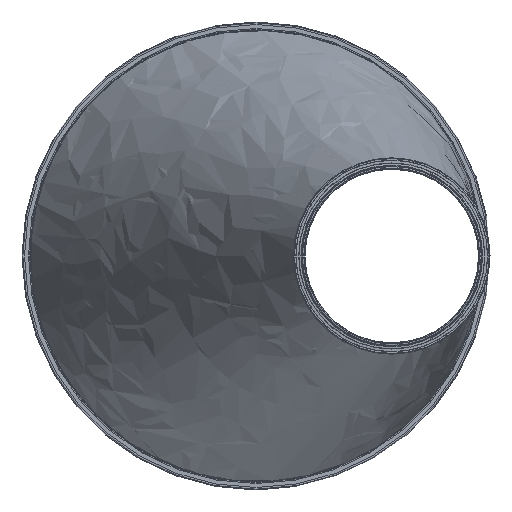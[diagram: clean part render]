
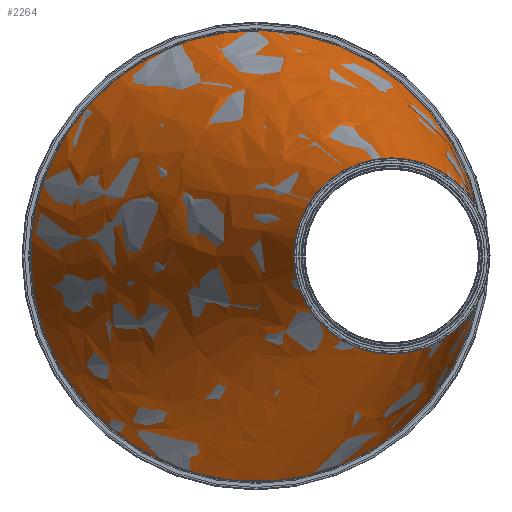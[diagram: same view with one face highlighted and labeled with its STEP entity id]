
A CAD part, left-side view. The second image highlights one B-rep face of the part: STEP entity #2264.
In plain terms, the highlighted free-form (B-spline) face has degree [1, 2] with [2, 9] control points.
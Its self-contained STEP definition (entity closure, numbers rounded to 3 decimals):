
#11=(
BOUNDED_SURFACE()
B_SPLINE_SURFACE(1,2,((#4044,#4045,#4046,#4047,#4048,#4049,#4050,#4051,
#4052),(#4053,#4054,#4055,#4056,#4057,#4058,#4059,#4060,#4061)),
 .UNSPECIFIED.,.F.,.T.,.F.)
B_SPLINE_SURFACE_WITH_KNOTS((2,2),(3,2,2,2,3),(-0.268,2.363),
(-3.142,-1.571,0.,1.571,3.142),
 .UNSPECIFIED.)
GEOMETRIC_REPRESENTATION_ITEM()
RATIONAL_B_SPLINE_SURFACE(((1.,0.707,1.,0.707,1.,
0.707,1.,0.707,1.),(1.,0.707,1.,0.707,
1.,0.707,1.,0.707,1.)))
REPRESENTATION_ITEM('')
SURFACE()
);
#22=B_SPLINE_CURVE_WITH_KNOTS('',1,(#4062,#4063),.UNSPECIFIED.,.F.,.F.,
(2,2),(-2.264,-0.019),.UNSPECIFIED.);
#280=FACE_OUTER_BOUND('',#468,.T.);
#468=EDGE_LOOP('',(#1676,#1677,#1678,#1679,#1680,#1681,#1682));
#631=CIRCLE('',#2493,79.5);
#632=CIRCLE('',#2494,79.5);
#633=CIRCLE('',#2495,79.5);
#640=CIRCLE('',#2508,199.4);
#641=CIRCLE('',#2509,199.4);
#1013=VERTEX_POINT('',#3713);
#1014=VERTEX_POINT('',#3714);
#1015=VERTEX_POINT('',#3716);
#1023=VERTEX_POINT('',#3843);
#1024=VERTEX_POINT('',#3844);
#1233=EDGE_CURVE('',#1013,#1014,#631,.T.);
#1234=EDGE_CURVE('',#1014,#1015,#632,.T.);
#1235=EDGE_CURVE('',#1015,#1013,#633,.T.);
#1245=EDGE_CURVE('',#1023,#1024,#640,.T.);
#1246=EDGE_CURVE('',#1024,#1023,#641,.T.);
#1255=EDGE_CURVE('',#1014,#1024,#22,.T.);
#1676=ORIENTED_EDGE('',*,*,#1235,.T.);
#1677=ORIENTED_EDGE('',*,*,#1233,.T.);
#1678=ORIENTED_EDGE('',*,*,#1255,.T.);
#1679=ORIENTED_EDGE('',*,*,#1246,.T.);
#1680=ORIENTED_EDGE('',*,*,#1245,.T.);
#1681=ORIENTED_EDGE('',*,*,#1255,.F.);
#1682=ORIENTED_EDGE('',*,*,#1234,.T.);
#2264=ADVANCED_FACE('',(#280),#11,.F.);
#2493=AXIS2_PLACEMENT_3D('',#3715,#3026,#3027);
#2494=AXIS2_PLACEMENT_3D('',#3717,#3028,#3029);
#2495=AXIS2_PLACEMENT_3D('',#3718,#3030,#3031);
#2508=AXIS2_PLACEMENT_3D('',#3845,#3057,#3058);
#2509=AXIS2_PLACEMENT_3D('',#3846,#3059,#3060);
#3026=DIRECTION('center_axis',(0.,0.,-1.));
#3027=DIRECTION('ref_axis',(1.,0.,0.));
#3028=DIRECTION('center_axis',(0.,0.,-1.));
#3029=DIRECTION('ref_axis',(1.,0.,0.));
#3030=DIRECTION('center_axis',(0.,0.,-1.));
#3031=DIRECTION('ref_axis',(1.,0.,0.));
#3057=DIRECTION('center_axis',(0.,0.,1.));
#3058=DIRECTION('ref_axis',(1.,0.,0.));
#3059=DIRECTION('center_axis',(0.,0.,1.));
#3060=DIRECTION('ref_axis',(1.,0.,0.));
#3713=CARTESIAN_POINT('',(-79.5,0.,0.));
#3714=CARTESIAN_POINT('',(-5.645,79.299,0.));
#3715=CARTESIAN_POINT('Origin',(0.,0.,0.));
#3716=CARTESIAN_POINT('',(79.5,0.,0.));
#3717=CARTESIAN_POINT('Origin',(0.,0.,0.));
#3718=CARTESIAN_POINT('Origin',(0.,0.,0.));
#3843=CARTESIAN_POINT('',(-79.5,0.,-418.));
#3844=CARTESIAN_POINT('',(105.741,198.897,-418.));
#3845=CARTESIAN_POINT('Origin',(119.9,0.,-418.));
#3846=CARTESIAN_POINT('Origin',(119.9,0.,-418.));
#4044=CARTESIAN_POINT('Ctrl Pts',(119.96,214.164,-471.361));
#4045=CARTESIAN_POINT('Ctrl Pts',(-79.5,214.164,-524.512));
#4046=CARTESIAN_POINT('Ctrl Pts',(-79.5,0.,
-524.512));
#4047=CARTESIAN_POINT('Ctrl Pts',(-79.5,-214.164,-524.512));
#4048=CARTESIAN_POINT('Ctrl Pts',(119.96,-214.164,-471.361));
#4049=CARTESIAN_POINT('Ctrl Pts',(319.42,-214.164,-418.21));
#4050=CARTESIAN_POINT('Ctrl Pts',(319.42,0.,
-418.21));
#4051=CARTESIAN_POINT('Ctrl Pts',(319.42,214.164,-418.21));
#4052=CARTESIAN_POINT('Ctrl Pts',(119.96,214.164,-471.361));
#4053=CARTESIAN_POINT('Ctrl Pts',(-10.542,74.042,18.376));
#4054=CARTESIAN_POINT('Ctrl Pts',(-79.5,74.042,0.));
#4055=CARTESIAN_POINT('Ctrl Pts',(-79.5,0.,0.));
#4056=CARTESIAN_POINT('Ctrl Pts',(-79.5,-74.042,0.));
#4057=CARTESIAN_POINT('Ctrl Pts',(-10.542,-74.042,18.376));
#4058=CARTESIAN_POINT('Ctrl Pts',(58.416,-74.042,36.751));
#4059=CARTESIAN_POINT('Ctrl Pts',(58.416,0.,
36.751));
#4060=CARTESIAN_POINT('Ctrl Pts',(58.416,74.042,36.751));
#4061=CARTESIAN_POINT('Ctrl Pts',(-10.542,74.042,18.376));
#4062=CARTESIAN_POINT('Ctrl Pts',(-5.645,79.299,0.));
#4063=CARTESIAN_POINT('Ctrl Pts',(105.741,198.897,-418.));
